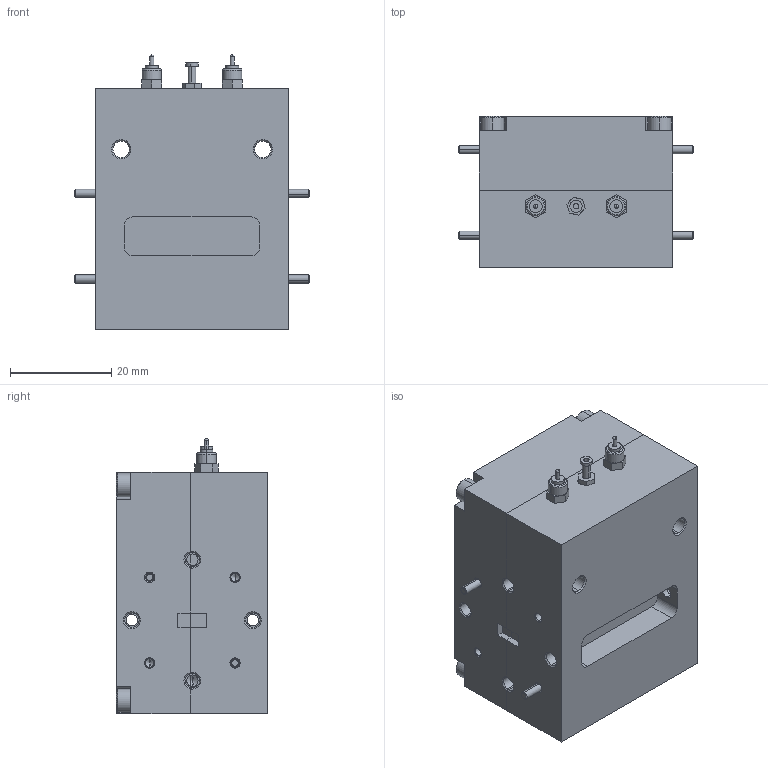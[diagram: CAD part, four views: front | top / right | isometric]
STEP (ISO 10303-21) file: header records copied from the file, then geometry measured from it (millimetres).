
FILE_DESCRIPTION (( 'STEP AP203' ), '1' );
FILE_NAME ('15-161-22 SINGLE AMP ASM, WR-22.STEP', '2022-05-03T15:26:51', ( '' ), ( '' ), 'SwSTEP 2.0', 'SolidWorks 2010', '' );
FILE_SCHEMA (( 'CONFIG_CONTROL_DESIGN' ));
Length unit declared in the file: inch
Products named in the file (7): 15-161-22 SINGLE AMP ASM, WR-22; 15-162-22 BOTTOM BLOCK; 15-163-22 TOP BLOCK; 4-40_GROUND_TERMINAL; 4-40_FEEDTHRU; 0.0625 X 0.3125 PIN; SHCS #4-40 x 0.625_HX-SHCS 0.112-40x0.625x0.625-C
Assembly tree (13 placements, depth 2):
  15-161-22 SINGLE AMP ASM, WR-22
    15-162-22 BOTTOM BLOCK
    0.0625 X 0.3125 PIN  x4
    SHCS #4-40 x 0.625_HX-SHCS 0.112-40x0.625x0.625-C  x4
    15-163-22 TOP BLOCK
    4-40_FEEDTHRU  x2
    4-40_GROUND_TERMINAL
Bounding box: 46.23 x 29.84 x 54.28 mm (x, y, z)
Volume: 50662.9 mm3; surface area: 16634.6 mm2
Topology: 13 solids, 15 shells, 587 faces, 1368 edges, 811 vertices
Faces by surface type: cylinder 204, plane 184, cone 183, torus 12, sphere 4
Entity records: 13793 total; most frequent: DIRECTION 2398, CARTESIAN_POINT 2265, ORIENTED_EDGE 2056, EDGE_CURVE 1028, AXIS2_PLACEMENT_3D 926, VERTEX_POINT 645, VECTOR 546, LINE 546
